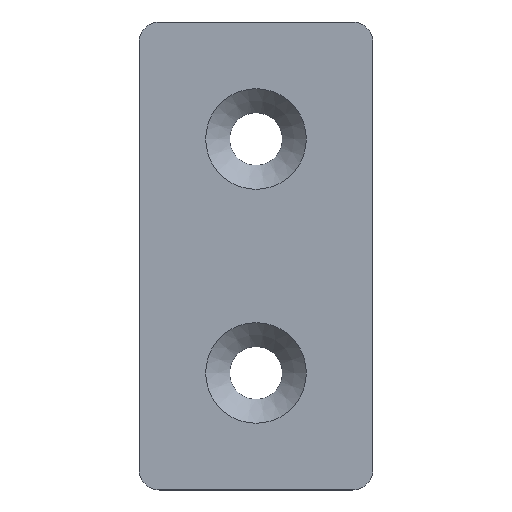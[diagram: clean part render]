
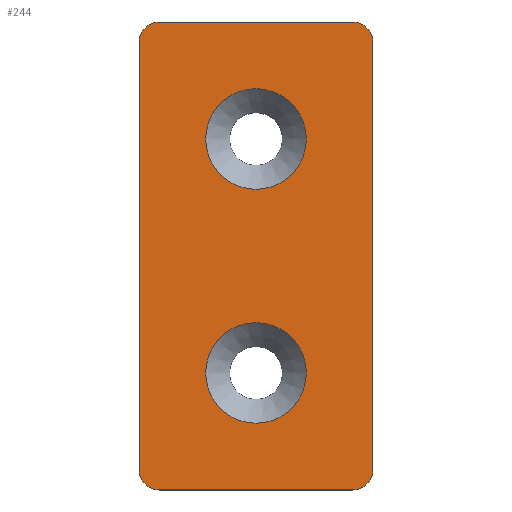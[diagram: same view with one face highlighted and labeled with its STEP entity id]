
A CAD part, top view. The second image highlights one B-rep face of the part: STEP entity #244.
In plain terms, the highlighted planar face has unit normal (0, 0, 1).
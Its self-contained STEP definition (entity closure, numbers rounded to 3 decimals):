
#23=FACE_BOUND('',#65,.T.);
#24=FACE_BOUND('',#66,.T.);
#30=PLANE('',#274);
#44=FACE_OUTER_BOUND('',#64,.T.);
#64=EDGE_LOOP('',(#215,#216,#217,#218,#219,#220,#221,#222));
#65=EDGE_LOOP('',(#223));
#66=EDGE_LOOP('',(#224));
#71=LINE('',#364,#87);
#77=LINE('',#388,#93);
#80=LINE('',#397,#96);
#82=LINE('',#414,#98);
#87=VECTOR('',#289,33.);
#93=VECTOR('',#313,73.);
#96=VECTOR('',#322,33.);
#98=VECTOR('',#346,73.);
#100=CIRCLE('',#249,3.5);
#106=CIRCLE('',#258,3.5);
#107=CIRCLE('',#261,3.5);
#108=CIRCLE('',#264,3.5);
#109=CIRCLE('',#266,8.6);
#111=CIRCLE('',#270,8.6);
#115=VERTEX_POINT('',#354);
#116=VERTEX_POINT('',#356);
#118=VERTEX_POINT('',#362);
#126=VERTEX_POINT('',#382);
#127=VERTEX_POINT('',#386);
#128=VERTEX_POINT('',#390);
#129=VERTEX_POINT('',#391);
#130=VERTEX_POINT('',#396);
#131=VERTEX_POINT('',#402);
#133=VERTEX_POINT('',#408);
#137=EDGE_CURVE('',#115,#116,#100,.T.);
#141=EDGE_CURVE('',#118,#115,#71,.T.);
#151=EDGE_CURVE('',#126,#118,#106,.T.);
#153=EDGE_CURVE('',#127,#126,#77,.T.);
#154=EDGE_CURVE('',#128,#129,#107,.T.);
#157=EDGE_CURVE('',#129,#130,#80,.T.);
#159=EDGE_CURVE('',#130,#127,#108,.T.);
#160=EDGE_CURVE('',#131,#131,#109,.T.);
#162=EDGE_CURVE('',#133,#133,#111,.T.);
#164=EDGE_CURVE('',#116,#128,#82,.T.);
#215=ORIENTED_EDGE('',*,*,#137,.F.);
#216=ORIENTED_EDGE('',*,*,#141,.F.);
#217=ORIENTED_EDGE('',*,*,#151,.F.);
#218=ORIENTED_EDGE('',*,*,#153,.F.);
#219=ORIENTED_EDGE('',*,*,#159,.F.);
#220=ORIENTED_EDGE('',*,*,#157,.F.);
#221=ORIENTED_EDGE('',*,*,#154,.F.);
#222=ORIENTED_EDGE('',*,*,#164,.F.);
#223=ORIENTED_EDGE('',*,*,#160,.T.);
#224=ORIENTED_EDGE('',*,*,#162,.T.);
#244=ADVANCED_FACE('',(#44,#23,#24),#30,.T.);
#249=AXIS2_PLACEMENT_3D('',#357,#282,#283);
#258=AXIS2_PLACEMENT_3D('',#384,#308,#309);
#261=AXIS2_PLACEMENT_3D('',#392,#316,#317);
#264=AXIS2_PLACEMENT_3D('',#400,#326,#327);
#266=AXIS2_PLACEMENT_3D('',#403,#330,#331);
#270=AXIS2_PLACEMENT_3D('',#409,#338,#339);
#274=AXIS2_PLACEMENT_3D('',#415,#347,#348);
#282=DIRECTION('center_axis',(0.,0.,-1.));
#283=DIRECTION('ref_axis',(0.707,0.707,0.));
#289=DIRECTION('',(1.,0.,0.));
#308=DIRECTION('center_axis',(0.,0.,-1.));
#309=DIRECTION('ref_axis',(-0.707,0.707,0.));
#313=DIRECTION('',(0.,1.,0.));
#316=DIRECTION('center_axis',(0.,0.,-1.));
#317=DIRECTION('ref_axis',(0.707,-0.707,0.));
#322=DIRECTION('',(-1.,0.,0.));
#326=DIRECTION('center_axis',(0.,0.,-1.));
#327=DIRECTION('ref_axis',(-0.707,-0.707,0.));
#330=DIRECTION('center_axis',(0.,0.,-1.));
#331=DIRECTION('ref_axis',(1.,0.,0.));
#338=DIRECTION('center_axis',(0.,0.,-1.));
#339=DIRECTION('ref_axis',(1.,0.,0.));
#346=DIRECTION('',(0.,-1.,0.));
#347=DIRECTION('center_axis',(0.,0.,1.));
#348=DIRECTION('ref_axis',(1.,0.,0.));
#354=CARTESIAN_POINT('',(16.5,40.,2.5));
#356=CARTESIAN_POINT('',(20.,36.5,2.5));
#357=CARTESIAN_POINT('Origin',(16.5,36.5,2.5));
#362=CARTESIAN_POINT('',(-16.5,40.,2.5));
#364=CARTESIAN_POINT('',(-20.,40.,2.5));
#382=CARTESIAN_POINT('',(-20.,36.5,2.5));
#384=CARTESIAN_POINT('Origin',(-16.5,36.5,2.5));
#386=CARTESIAN_POINT('',(-20.,-36.5,2.5));
#388=CARTESIAN_POINT('',(-20.,-40.,2.5));
#390=CARTESIAN_POINT('',(20.,-36.5,2.5));
#391=CARTESIAN_POINT('',(16.5,-40.,2.5));
#392=CARTESIAN_POINT('Origin',(16.5,-36.5,2.5));
#396=CARTESIAN_POINT('',(-16.5,-40.,2.5));
#397=CARTESIAN_POINT('',(20.,-40.,2.5));
#400=CARTESIAN_POINT('Origin',(-16.5,-36.5,2.5));
#402=CARTESIAN_POINT('',(8.6,-20.,2.5));
#403=CARTESIAN_POINT('Origin',(0.,-20.,2.5));
#408=CARTESIAN_POINT('',(8.6,20.,2.5));
#409=CARTESIAN_POINT('Origin',(0.,20.,2.5));
#414=CARTESIAN_POINT('',(20.,40.,2.5));
#415=CARTESIAN_POINT('Origin',(0.,0.,
2.5));
